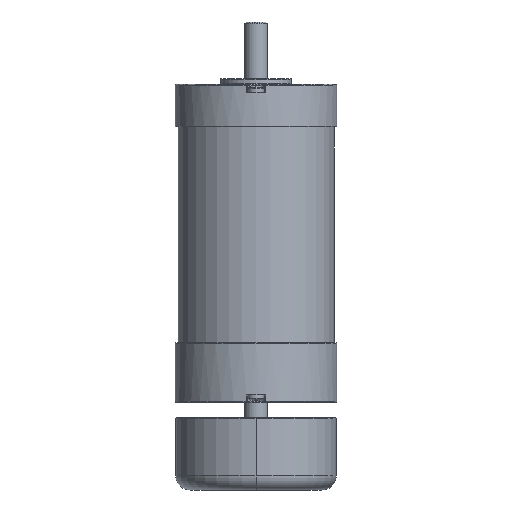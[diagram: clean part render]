
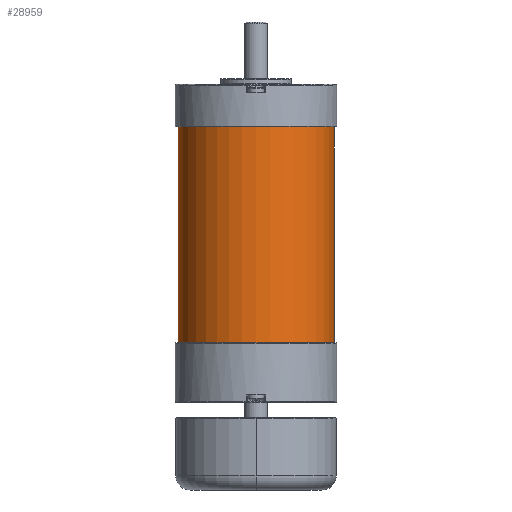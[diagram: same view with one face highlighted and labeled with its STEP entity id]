
A CAD part, front view. The second image highlights one B-rep face of the part: STEP entity #28959.
In plain terms, the highlighted cylindrical face has radius 27.5 mm (diameter 55 mm), a partial arc.
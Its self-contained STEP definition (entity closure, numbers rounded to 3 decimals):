
#1596 = AXIS2_PLACEMENT_3D ( 'NONE', #3930, #20356, #6312 ) ;
#1636 = CYLINDRICAL_SURFACE ( 'NONE', #19937, 27.5 ) ;
#2540 = VECTOR ( 'NONE', #18250, 1000. ) ;
#3097 = DIRECTION ( 'NONE',  ( 0., 0., 1. ) ) ;
#3233 = CIRCLE ( 'NONE', #3805, 27.5 ) ;
#3805 = AXIS2_PLACEMENT_3D ( 'NONE', #7600, #23937, #9957 ) ;
#3930 = CARTESIAN_POINT ( 'NONE',  ( 0., 0., -35. ) ) ;
#4218 = CIRCLE ( 'NONE', #1596, 27.5 ) ;
#5044 = EDGE_CURVE ( 'NONE', #13615, #20030, #25691, .T. ) ;
#5464 = ORIENTED_EDGE ( 'NONE', *, *, #5044, .T. ) ;
#6298 = VERTEX_POINT ( 'NONE', #15994 ) ;
#6312 = DIRECTION ( 'NONE',  ( 1., 0., 0. ) ) ;
#7030 = VECTOR ( 'NONE', #3097, 1000. ) ;
#7112 = EDGE_CURVE ( 'NONE', #15726, #20030, #3233, .T. ) ;
#7600 = CARTESIAN_POINT ( 'NONE',  ( 0., 0., 41. ) ) ;
#8575 = EDGE_CURVE ( 'NONE', #6298, #15726, #8831, .T. ) ;
#8831 = LINE ( 'NONE', #15827, #2540 ) ;
#9248 = CARTESIAN_POINT ( 'NONE',  ( 27.5, 0., -35. ) ) ;
#9957 = DIRECTION ( 'NONE',  ( 1., 0., 0. ) ) ;
#13615 = VERTEX_POINT ( 'NONE', #9248 ) ;
#14239 = DIRECTION ( 'NONE',  ( 1., 0., 0. ) ) ;
#15726 = VERTEX_POINT ( 'NONE', #23690 ) ;
#15827 = CARTESIAN_POINT ( 'NONE',  ( -27.5, 0., -35. ) ) ;
#15994 = CARTESIAN_POINT ( 'NONE',  ( -27.5, 0., -35. ) ) ;
#16507 = CARTESIAN_POINT ( 'NONE',  ( 0., 0., -35. ) ) ;
#17201 = CARTESIAN_POINT ( 'NONE',  ( 27.5, 0., -35. ) ) ;
#17430 = EDGE_LOOP ( 'NONE', ( #25641, #24859, #5464, #21595 ) ) ;
#18250 = DIRECTION ( 'NONE',  ( 0., 0., 1. ) ) ;
#18707 = DIRECTION ( 'NONE',  ( 0., 0., 1. ) ) ;
#19937 = AXIS2_PLACEMENT_3D ( 'NONE', #16507, #18707, #14239 ) ;
#20030 = VERTEX_POINT ( 'NONE', #30183 ) ;
#20356 = DIRECTION ( 'NONE',  ( 0., 0., 1. ) ) ;
#21595 = ORIENTED_EDGE ( 'NONE', *, *, #7112, .F. ) ;
#22578 = FACE_OUTER_BOUND ( 'NONE', #17430, .T. ) ;
#23690 = CARTESIAN_POINT ( 'NONE',  ( -27.5, 0., 41. ) ) ;
#23937 = DIRECTION ( 'NONE',  ( 0., 0., 1. ) ) ;
#24859 = ORIENTED_EDGE ( 'NONE', *, *, #30102, .T. ) ;
#25641 = ORIENTED_EDGE ( 'NONE', *, *, #8575, .F. ) ;
#25691 = LINE ( 'NONE', #17201, #7030 ) ;
#28959 = ADVANCED_FACE ( 'NONE', ( #22578 ), #1636, .T. ) ;
#30102 = EDGE_CURVE ( 'NONE', #6298, #13615, #4218, .T. ) ;
#30183 = CARTESIAN_POINT ( 'NONE',  ( 27.5, 0., 41. ) ) ;
